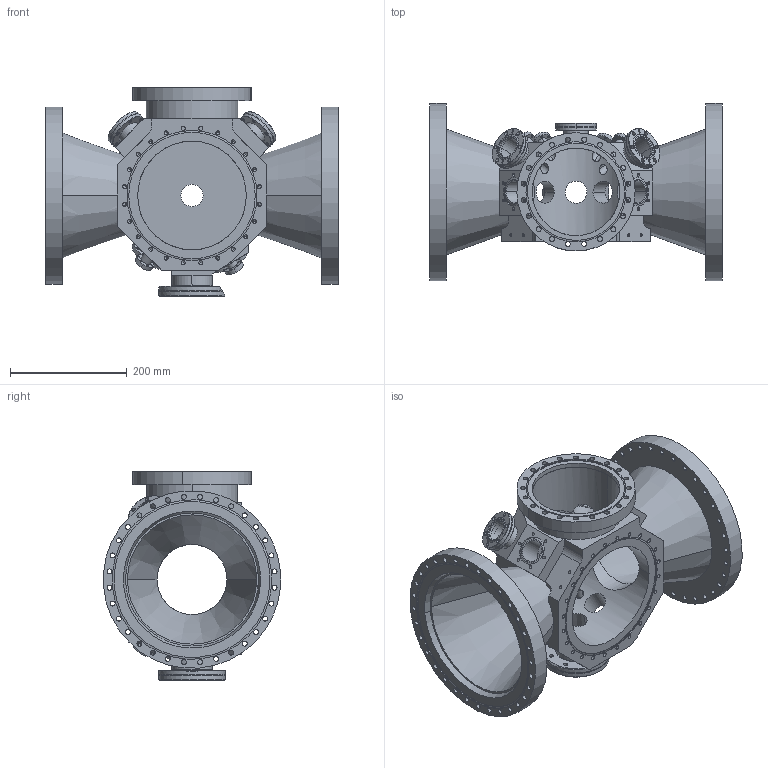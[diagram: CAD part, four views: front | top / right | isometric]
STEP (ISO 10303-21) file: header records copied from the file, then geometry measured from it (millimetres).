
FILE_DESCRIPTION((''),'2;1');
FILE_NAME('NP70-01-2481_ASM','2018-09-17T',('dseddon'),(''),'CREO PARAMETRIC BY PTC INC, 2015380','CREO PARAMETRIC BY PTC INC, 2015380','');
FILE_SCHEMA(('CONFIG_CONTROL_DESIGN'));
Length unit declared in the file: millimetre
Products named in the file (17): NP70-01-2482_AF0; NP70-01-2483_AF0; NP70-01-2483_AF1; NP70-01-2109_AF0; NP70-01-2109_AF1; NP70-01-2106_AF0; NP70-01-2485; DN40-CF-WELD-FLANGE; NP70-01-2497_AF0; NP70-01-2497_AF1; DN40-CF-WELD-FLANGE_AF0; DN40-CF-WELD-FLANGE_AF1; DN63-CF-WELD-FLANGE-TYPE-2_AF0; NP70-01-2499; NP70-01-2500; DN16-CF-WELD-FLANGE-TAPPED; NP70-01-2481_ASM
Assembly tree (25 placements, depth 2):
  NP70-01-2481_ASM
    NP70-01-2482_AF0
    NP70-01-2483_AF0
    NP70-01-2483_AF1
    NP70-01-2109_AF0
    NP70-01-2109_AF1
    NP70-01-2106_AF0
    NP70-01-2485
    DN40-CF-WELD-FLANGE
    NP70-01-2497_AF0
    NP70-01-2497_AF1
    DN40-CF-WELD-FLANGE_AF0
    DN40-CF-WELD-FLANGE_AF1
    DN63-CF-WELD-FLANGE-TYPE-2_AF0
    NP70-01-2499  x3
    NP70-01-2500  x3
    DN16-CF-WELD-FLANGE-TAPPED  x6
Bounding box: 500.6 x 302.92 x 357.02 mm (x, y, z)
Volume: 5389058 mm3; surface area: 1203102.8 mm2
Topology: 25 solids, 25 shells, 1110 faces, 2805 edges, 1729 vertices
Faces by surface type: cylinder 702, cone 215, plane 172, torus 21
Entity records: 30022 total; most frequent: CARTESIAN_POINT 5916, DIRECTION 5363, ORIENTED_EDGE 4598, EDGE_CURVE 2299, AXIS2_PLACEMENT_3D 2216, VERTEX_POINT 1477, EDGE_LOOP 1342, CIRCLE 1228
